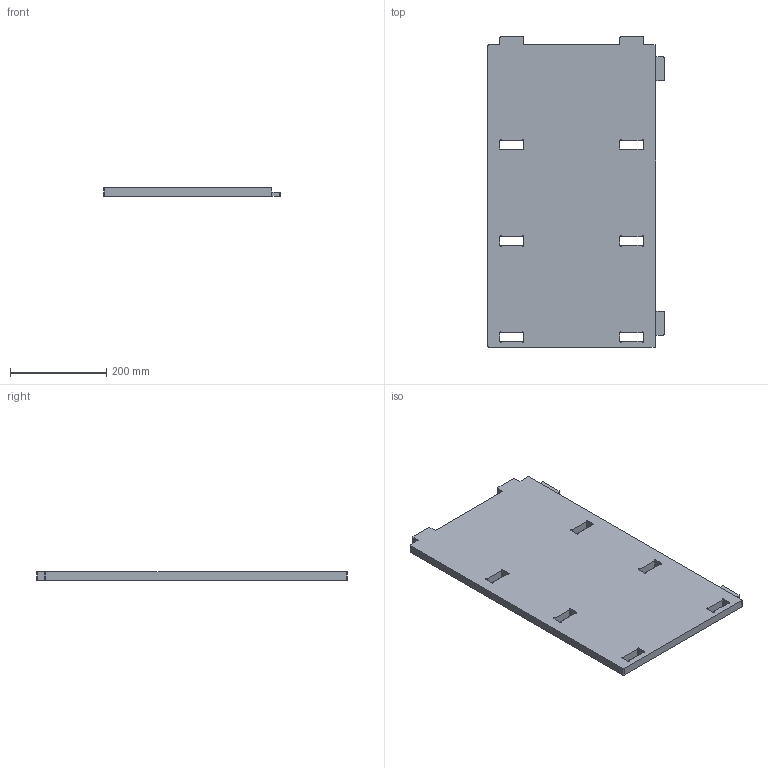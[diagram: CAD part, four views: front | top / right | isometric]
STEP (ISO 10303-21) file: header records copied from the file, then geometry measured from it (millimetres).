
FILE_DESCRIPTION(/* description */ (''),/* implementation_level */ '2;1');
FILE_NAME(/* name */ 'w7-derecha.stp',/* time_stamp */ '2017-03-14T01:26:49-05:00',/* author */ ('diego'),/* organization */ (''),/* preprocessor_version */ 'ST-DEVELOPER v16.5',/* originating_system */ 'Autodesk Inventor 2017',/* authorisation */ '');
FILE_SCHEMA (('AUTOMOTIVE_DESIGN { 1 0 10303 214 3 1 1 }'));
Length unit declared in the file: millimetre
Products named in the file (1): w7-derecha
Bounding box: 367 x 647 x 17 mm (x, y, z)
Volume: 3702440.5 mm3; surface area: 486785.4 mm2
Topology: 1 solids, 1 shells, 82 faces, 240 edges, 160 vertices
Faces by surface type: plane 46, cylinder 36
Entity records: 2798 total; most frequent: CARTESIAN_POINT 483, ORIENTED_EDGE 480, DIRECTION 478, EDGE_CURVE 240, LINE 168, VECTOR 168, VERTEX_POINT 160, AXIS2_PLACEMENT_3D 155
